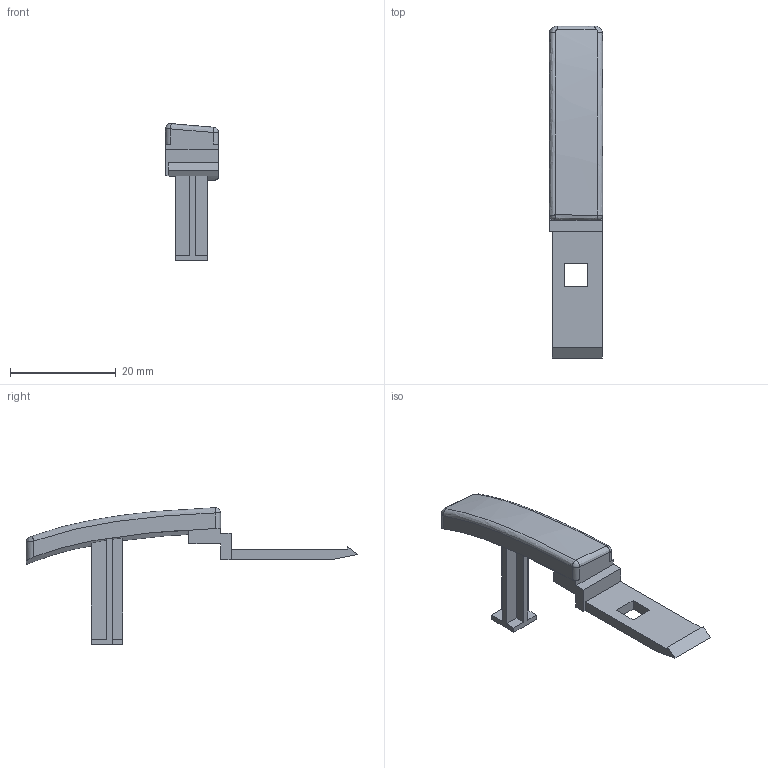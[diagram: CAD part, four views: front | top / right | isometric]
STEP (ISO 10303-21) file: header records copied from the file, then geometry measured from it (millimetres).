
FILE_DESCRIPTION(/* description */ (''),/* implementation_level */ '2;1');
FILE_NAME(/* name */ 'MB1.step',/* time_stamp */ '2025-05-18T10:04:18+09:00',/* author */ (''),/* organization */ (''),/* preprocessor_version */ 'ST-DEVELOPER v20.1',/* originating_system */ 'Autodesk Translation Framework v14.4.0.0',/* authorisation */ '');
FILE_SCHEMA (('AUTOMOTIVE_DESIGN { 1 0 10303 214 3 1 1 }'));
Length unit declared in the file: millimetre
Products named in the file (1): MB1 (1)
Bounding box: 10.06 x 62.8 x 25.87 mm (x, y, z)
Volume: 2343.6 mm3; surface area: 2341.3 mm2
Topology: 1 solids, 1 shells, 57 faces, 151 edges, 96 vertices
Faces by surface type: plane 43, bspline 8, cylinder 4, sphere 2
Entity records: 2120 total; most frequent: CARTESIAN_POINT 758, ORIENTED_EDGE 300, DIRECTION 229, EDGE_CURVE 150, LINE 103, VECTOR 103, VERTEX_POINT 96, AXIS2_PLACEMENT_3D 63
